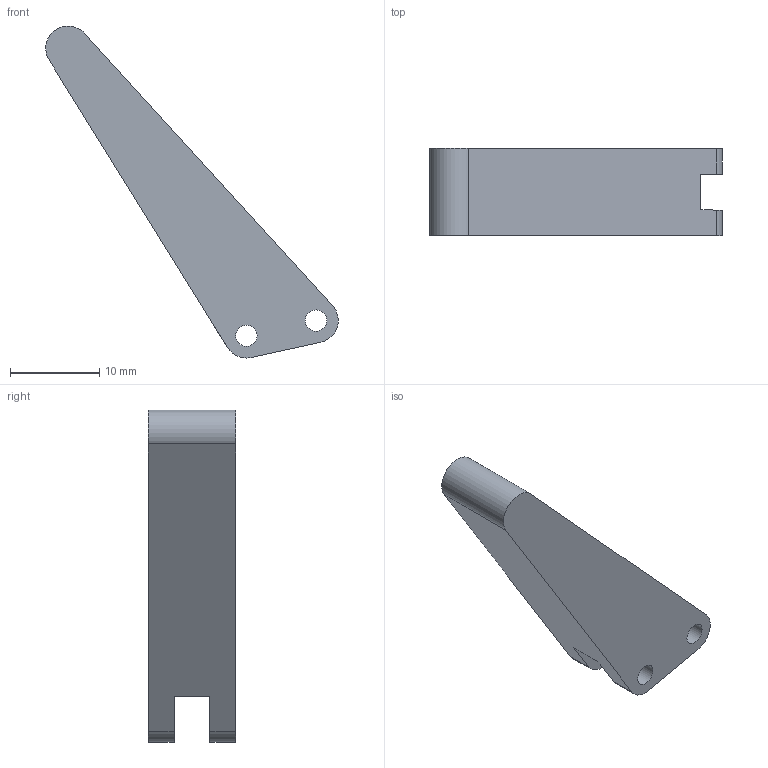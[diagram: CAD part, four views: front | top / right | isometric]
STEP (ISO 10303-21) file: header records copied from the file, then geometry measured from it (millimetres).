
FILE_DESCRIPTION(('HOOPS Exchange Step'),'2;1');
FILE_NAME('temp_export','2025-08-20T15:42:51+08:00',('maoge'),('Shapr3D Limited'),'HOOPS Exchange 2024.8','Shapr3D','Authorized');
FILE_SCHEMA( ('AP242_MANAGED_MODEL_BASED_3D_ENGINEERING_MIM_LF {1 0 10303 442 1 1 4}') );
Length unit declared in the file: millimetre
Products named in the file (1): 指尖实体
Bounding box: 32.85 x 9.8 x 37.28 mm (x, y, z)
Volume: 3381.7 mm3; surface area: 1932.4 mm2
Topology: 1 solids, 1 shells, 20 faces, 62 edges, 44 vertices
Faces by surface type: cylinder 11, plane 9
Full cylindrical faces by diameter (mm): 2.4 x4
Entity records: 772 total; most frequent: DIRECTION 136, CARTESIAN_POINT 128, ORIENTED_EDGE 124, EDGE_CURVE 62, AXIS2_PLACEMENT_3D 52, VERTEX_POINT 44, VECTOR 32, LINE 32
